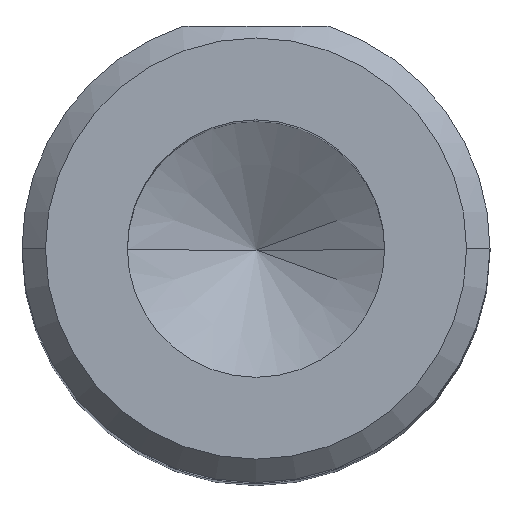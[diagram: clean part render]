
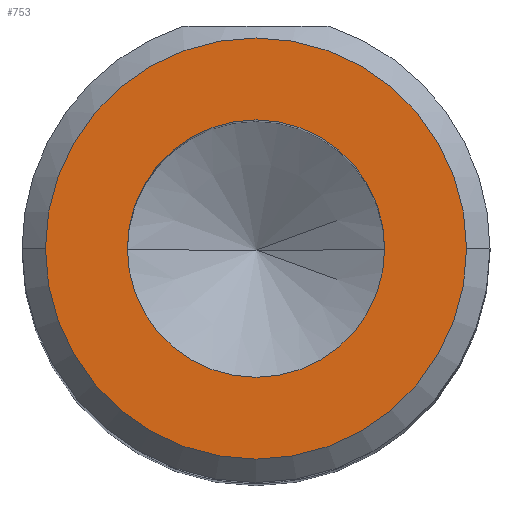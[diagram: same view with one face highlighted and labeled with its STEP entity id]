
A CAD part, top view. The second image highlights one B-rep face of the part: STEP entity #753.
In plain terms, the highlighted planar face has unit normal (0, 0, 1).
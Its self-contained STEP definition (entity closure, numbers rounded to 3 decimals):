
#18 = FACE_OUTER_BOUND ( 'NONE', #903, .T. ) ;
#60 = AXIS2_PLACEMENT_3D ( 'NONE', #1021, #464, #1119 ) ;
#63 = DIRECTION ( 'NONE',  ( 1., 0., 0. ) ) ;
#65 = ORIENTED_EDGE ( 'NONE', *, *, #1241, .T. ) ;
#113 = VERTEX_POINT ( 'NONE', #763 ) ;
#129 = VERTEX_POINT ( 'NONE', #766 ) ;
#138 = ORIENTED_EDGE ( 'NONE', *, *, #965, .F. ) ;
#144 = VERTEX_POINT ( 'NONE', #403 ) ;
#170 = DIRECTION ( 'NONE',  ( 0., 0., 1. ) ) ;
#181 = AXIS2_PLACEMENT_3D ( 'NONE', #1210, #641, #63 ) ;
#223 = AXIS2_PLACEMENT_3D ( 'NONE', #441, #1099, #532 ) ;
#273 = AXIS2_PLACEMENT_3D ( 'NONE', #827, #280, #931 ) ;
#274 = FACE_BOUND ( 'NONE', #619, .T. ) ;
#280 = DIRECTION ( 'NONE',  ( 0., 0., 1. ) ) ;
#330 = AXIS2_PLACEMENT_3D ( 'NONE', #727, #170, #918 ) ;
#403 = CARTESIAN_POINT ( 'NONE',  ( 2.7, 0., 12.5 ) ) ;
#423 = CIRCLE ( 'NONE', #273, 1.65 ) ;
#439 = ORIENTED_EDGE ( 'NONE', *, *, #883, .T. ) ;
#441 = CARTESIAN_POINT ( 'NONE',  ( 0., 0., 12.5 ) ) ;
#464 = DIRECTION ( 'NONE',  ( 0., 0., 1. ) ) ;
#532 = DIRECTION ( 'NONE',  ( 1., 0., 0. ) ) ;
#563 = CIRCLE ( 'NONE', #223, 2.7 ) ;
#571 = VERTEX_POINT ( 'NONE', #897 ) ;
#619 = EDGE_LOOP ( 'NONE', ( #933, #138 ) ) ;
#641 = DIRECTION ( 'NONE',  ( 0., 0., 1. ) ) ;
#694 = CIRCLE ( 'NONE', #60, 2.7 ) ;
#727 = CARTESIAN_POINT ( 'NONE',  ( 0., 0., 12.5 ) ) ;
#753 = ADVANCED_FACE ( 'NONE', ( #18, #274 ), #811, .T. ) ;
#763 = CARTESIAN_POINT ( 'NONE',  ( -2.7, 0., 12.5 ) ) ;
#766 = CARTESIAN_POINT ( 'NONE',  ( -1.65, 0., 12.5 ) ) ;
#811 = PLANE ( 'NONE',  #330 ) ;
#827 = CARTESIAN_POINT ( 'NONE',  ( 0., 0., 12.5 ) ) ;
#883 = EDGE_CURVE ( 'NONE', #144, #113, #563, .T. ) ;
#897 = CARTESIAN_POINT ( 'NONE',  ( 1.65, 0., 12.5 ) ) ;
#903 = EDGE_LOOP ( 'NONE', ( #65, #439 ) ) ;
#918 = DIRECTION ( 'NONE',  ( 1., 0., 0. ) ) ;
#931 = DIRECTION ( 'NONE',  ( 1., 0., 0. ) ) ;
#933 = ORIENTED_EDGE ( 'NONE', *, *, #1255, .F. ) ;
#965 = EDGE_CURVE ( 'NONE', #129, #571, #1232, .T. ) ;
#1021 = CARTESIAN_POINT ( 'NONE',  ( 0., 0., 12.5 ) ) ;
#1099 = DIRECTION ( 'NONE',  ( 0., 0., 1. ) ) ;
#1119 = DIRECTION ( 'NONE',  ( 1., 0., 0. ) ) ;
#1210 = CARTESIAN_POINT ( 'NONE',  ( 0., 0., 12.5 ) ) ;
#1232 = CIRCLE ( 'NONE', #181, 1.65 ) ;
#1241 = EDGE_CURVE ( 'NONE', #113, #144, #694, .T. ) ;
#1255 = EDGE_CURVE ( 'NONE', #571, #129, #423, .T. ) ;
